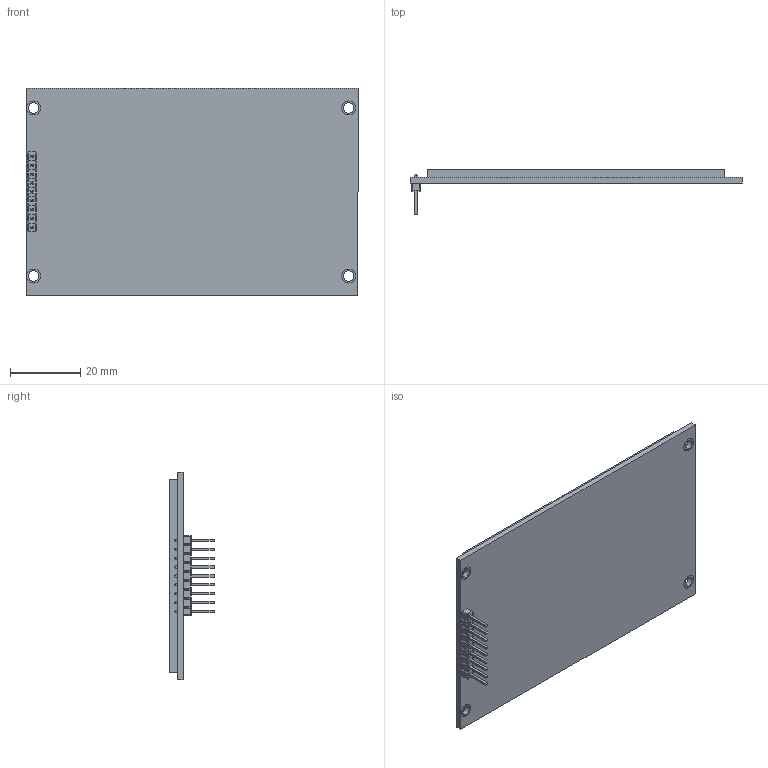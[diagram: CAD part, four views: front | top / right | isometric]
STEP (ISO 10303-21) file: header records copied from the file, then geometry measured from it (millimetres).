
FILE_DESCRIPTION (( 'STEP AP214' ), '1' );
FILE_NAME ('ST7789SModule.STEP', '2026-02-11T19:26:24', ( '' ), ( '' ), 'SwSTEP 2.0', 'SolidWorks 2024', '' );
FILE_SCHEMA (( 'AUTOMOTIVE_DESIGN' ));
Length unit declared in the file: millimetre
Products named in the file (1): ST7789SModule
Bounding box: 94.84 x 13.04 x 59.15 mm (x, y, z)
Volume: 18545.5 mm3; surface area: 13156 mm2
Topology: 19 solids, 19 shells, 408 faces, 918 edges, 576 vertices
Faces by surface type: plane 330, cylinder 78
Entity records: 15895 total; most frequent: CARTESIAN_POINT 1903, DIRECTION 1892, ORIENTED_EDGE 1836, EDGE_CURVE 918, LINE 762, VECTOR 762, VERTEX_POINT 576, AXIS2_PLACEMENT_3D 565
